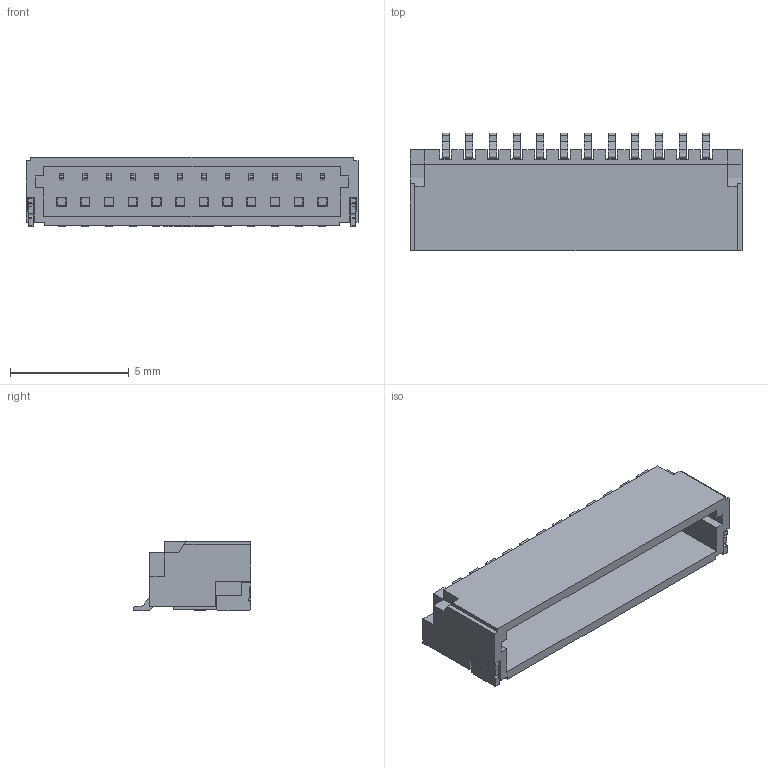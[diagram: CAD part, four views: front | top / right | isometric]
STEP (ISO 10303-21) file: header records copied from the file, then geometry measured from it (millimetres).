
FILE_DESCRIPTION(/* description */ (''),/* implementation_level */ '2;1');
FILE_NAME(/* name */ 'SM12B-SRSS-TB(LF)(SN).step',/* time_stamp */ '2023-07-07T02:07:01+08:00',/* author */ (''),/* organization */ (''),/* preprocessor_version */ 'ST-DEVELOPER v19.2',/* originating_system */ 'Autodesk Translation Framework v12.6.0.85',/* authorisation */ '');
FILE_SCHEMA (('AUTOMOTIVE_DESIGN { 1 0 10303 214 3 1 1 }'));
Length unit declared in the file: millimetre
Products named in the file (3): U1; CONN-TH_SM12B-SRSS-TB-LF-SN; COMPOUND (2)
Assembly tree (2 placements, depth 3):
  U1
    CONN-TH_SM12B-SRSS-TB-LF-SN
      COMPOUND (2)
Bounding box: 14 x 4.95 x 2.95 mm (x, y, z)
Volume: 66.1 mm3; surface area: 429 mm2
Topology: 15 solids, 15 shells, 747 faces, 2037 edges, 1340 vertices
Faces by surface type: plane 571, cylinder 176
Entity records: 24469 total; most frequent: CARTESIAN_POINT 4417, ORIENTED_EDGE 4074, DIRECTION 3845, EDGE_CURVE 2037, LINE 1685, VECTOR 1685, VERTEX_POINT 1340, AXIS2_PLACEMENT_3D 1080
